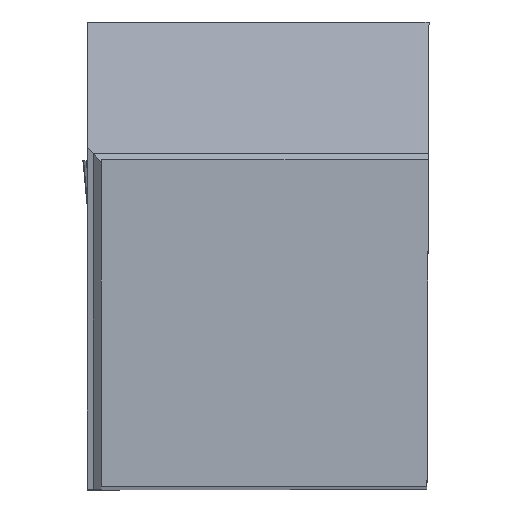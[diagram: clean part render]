
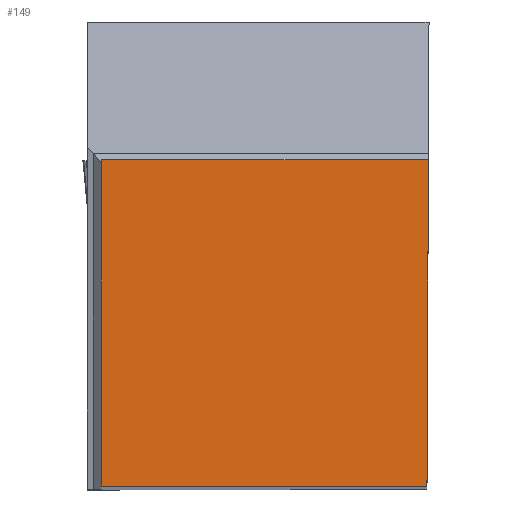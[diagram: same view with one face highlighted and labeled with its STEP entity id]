
A CAD part, top view. The second image highlights one B-rep face of the part: STEP entity #149.
In plain terms, the highlighted planar face has unit normal (0, 0, 1).
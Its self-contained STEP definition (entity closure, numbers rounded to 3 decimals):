
#149=ADVANCED_FACE('BLANK_BOXF006',(#246),#193,.F.);
#193=PLANE('',#1218);
#246=FACE_OUTER_BOUND('',#299,.T.);
#299=EDGE_LOOP('',(#541,#542,#543,#544));
#541=ORIENTED_EDGE('',*,*,#831,.F.);
#542=ORIENTED_EDGE('',*,*,#817,.F.);
#543=ORIENTED_EDGE('',*,*,#830,.F.);
#544=ORIENTED_EDGE('',*,*,#832,.F.);
#687=VERTEX_POINT('',#1925);
#688=VERTEX_POINT('',#1927);
#696=VERTEX_POINT('',#1950);
#697=VERTEX_POINT('',#1954);
#817=EDGE_CURVE('',#687,#688,#938,.T.);
#830=EDGE_CURVE('',#696,#687,#951,.T.);
#831=EDGE_CURVE('',#688,#697,#952,.T.);
#832=EDGE_CURVE('',#697,#696,#953,.T.);
#938=LINE('',#1926,#1063);
#951=LINE('',#1951,#1076);
#952=LINE('',#1953,#1077);
#953=LINE('',#1955,#1078);
#1063=VECTOR('',#1421,1.);
#1076=VECTOR('',#1440,1.);
#1077=VECTOR('',#1443,1.);
#1078=VECTOR('',#1444,1.);
#1218=AXIS2_PLACEMENT_3D('',#1956,#1445,#1446);
#1421=DIRECTION('',(-1.,0.,0.));
#1440=DIRECTION('',(-0.004,-1.,0.));
#1443=DIRECTION('',(0.,1.,0.));
#1444=DIRECTION('',(1.,0.,0.));
#1445=DIRECTION('',(0.,0.,-1.));
#1446=DIRECTION('',(0.,-1.,0.));
#1925=CARTESIAN_POINT('',(-0.087,0.,0.));
#1926=CARTESIAN_POINT('',(125.55,0.,0.));
#1927=CARTESIAN_POINT('',(-19.875,0.,0.));
#1950=CARTESIAN_POINT('',(0.,19.875,0.));
#1951=CARTESIAN_POINT('',(0.461,125.549,0.));
#1953=CARTESIAN_POINT('',(-19.875,-125.55,0.));
#1954=CARTESIAN_POINT('',(-19.875,19.875,0.));
#1955=CARTESIAN_POINT('',(-125.55,19.875,0.));
#1956=CARTESIAN_POINT('',(-20.75,-5.,0.));
